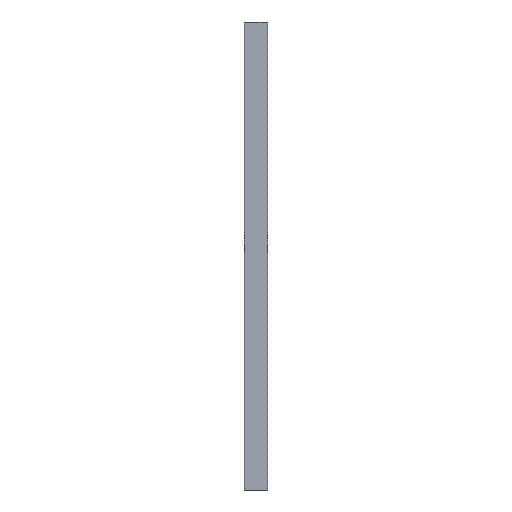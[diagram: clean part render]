
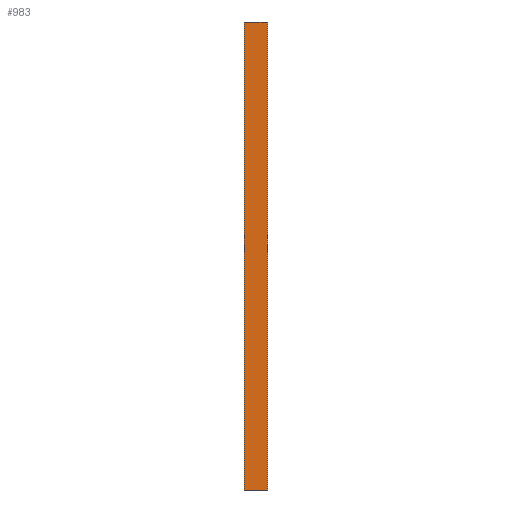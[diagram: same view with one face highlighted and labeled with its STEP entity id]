
A CAD part, front view. The second image highlights one B-rep face of the part: STEP entity #983.
In plain terms, the highlighted planar face has unit normal (0, -1, 0).
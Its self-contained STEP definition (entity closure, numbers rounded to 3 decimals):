
#118=PLANE('',#1068);
#160=FACE_OUTER_BOUND('',#203,.T.);
#203=EDGE_LOOP('',(#830,#831,#832,#833));
#282=LINE('',#1642,#383);
#283=LINE('',#1645,#384);
#284=LINE('',#1647,#385);
#285=LINE('',#1648,#386);
#383=VECTOR('',#1328,10.);
#384=VECTOR('',#1331,10.);
#385=VECTOR('',#1332,10.);
#386=VECTOR('',#1333,10.);
#549=VERTEX_POINT('',#1638);
#550=VERTEX_POINT('',#1640);
#551=VERTEX_POINT('',#1644);
#552=VERTEX_POINT('',#1646);
#669=EDGE_CURVE('',#549,#550,#282,.T.);
#670=EDGE_CURVE('',#551,#549,#283,.T.);
#671=EDGE_CURVE('',#552,#550,#284,.T.);
#672=EDGE_CURVE('',#551,#552,#285,.T.);
#830=ORIENTED_EDGE('',*,*,#670,.T.);
#831=ORIENTED_EDGE('',*,*,#669,.T.);
#832=ORIENTED_EDGE('',*,*,#671,.F.);
#833=ORIENTED_EDGE('',*,*,#672,.F.);
#983=ADVANCED_FACE('',(#160),#118,.T.);
#1068=AXIS2_PLACEMENT_3D('',#1643,#1329,#1330);
#1328=DIRECTION('',(0.,0.,1.));
#1329=DIRECTION('center_axis',(0.,-1.,0.));
#1330=DIRECTION('ref_axis',(1.,0.,0.));
#1331=DIRECTION('',(1.,0.,0.));
#1332=DIRECTION('',(1.,0.,0.));
#1333=DIRECTION('',(0.,0.,1.));
#1638=CARTESIAN_POINT('',(49.123,0.168,0.));
#1640=CARTESIAN_POINT('',(49.123,0.168,1000.));
#1642=CARTESIAN_POINT('',(49.123,0.168,0.));
#1643=CARTESIAN_POINT('Origin',(0.423,0.168,0.));
#1644=CARTESIAN_POINT('',(0.423,0.168,0.));
#1645=CARTESIAN_POINT('',(0.423,0.168,0.));
#1646=CARTESIAN_POINT('',(0.423,0.168,1000.));
#1647=CARTESIAN_POINT('',(0.423,0.168,1000.));
#1648=CARTESIAN_POINT('',(0.423,0.168,0.));
